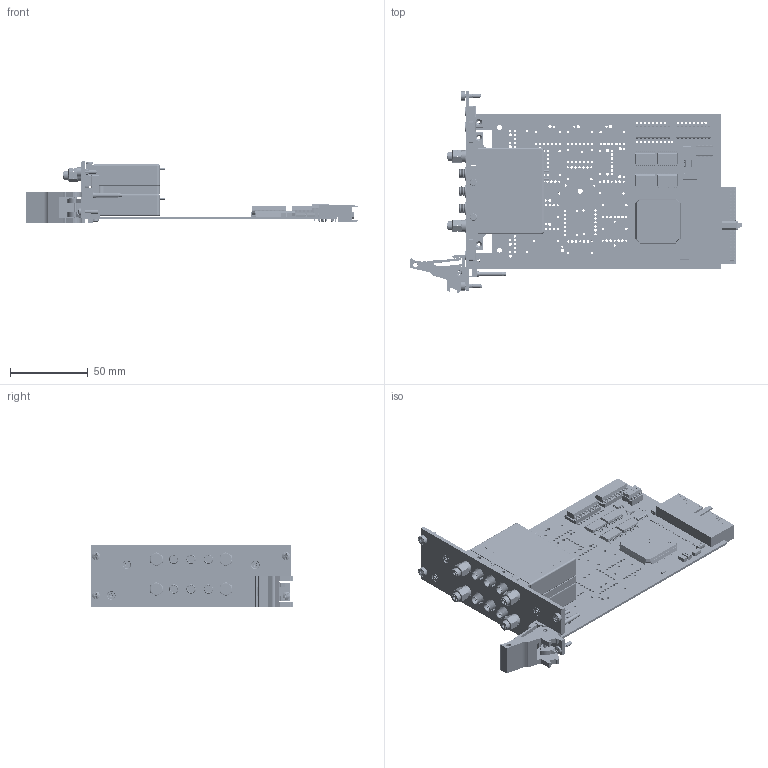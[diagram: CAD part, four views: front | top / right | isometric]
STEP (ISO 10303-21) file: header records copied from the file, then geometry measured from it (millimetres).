
FILE_DESCRIPTION (( 'STEP AP214' ), '1' );
FILE_NAME ('40-781-522 PXI Dual SPDT Microwave Swich (Terminated).STEP', '2013-09-09T09:57:45', ( 'admin' ), ( '' ), 'SwSTEP 2.0', 'SolidWorks 2012', '' );
FILE_SCHEMA (( 'AUTOMOTIVE_DESIGN' ));
Length unit declared in the file: millimetre
Products named in the file (1): 40-781-522 PXI Dual SPDT Microwave Swich (Terminated)
Bounding box: 214.04 x 129.87 x 40 mm (x, y, z)
Surface area: 88008 mm2 (no closed solid volume)
Topology: 0 solids, 459 shells, 3811 faces, 16687 edges, 12820 vertices
Faces by surface type: plane 2515, cylinder 991, cone 220, torus 42, bspline 35, sphere 8
Full cylindrical faces by diameter (mm): 0.5 x1, 0.6 x110, 0.7 x6, 1 x32, 1.245 x5, 1.25 x4, 1.397 x60, 1.422 x27, 1.496 x1, 1.524 x66, 1.651 x80, 1.967 x2, 2 x11, 2.015 x1, 2.032 x16, 2.05 x3, 2.094 x1, 2.095 x5, 2.179 x1, 2.438 x2, 2.497 x1, 2.5 x5, 2.6 x1, 2.7 x3, 2.8 x1, 3 x7, 3.23 x3, 4.6 x6, 4.7 x3, 4.75 x4
Entity records: 221436 total; most frequent: CARTESIAN_POINT 50528, DIRECTION 25478, ORIENTED_EDGE 21673, EDGE_CURVE 15801, VERTEX_POINT 12675, LINE 11154, VECTOR 11154, AXIS2_PLACEMENT_3D 7162
